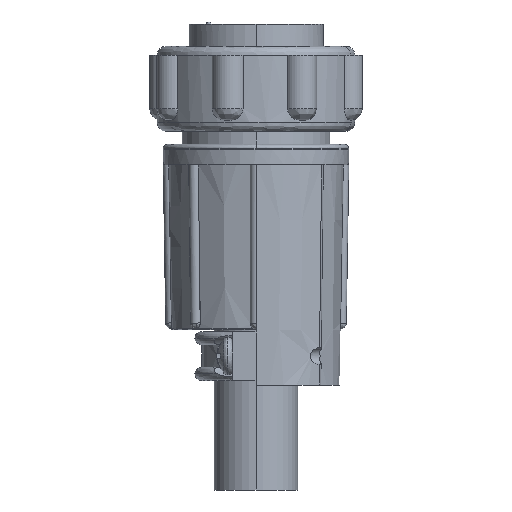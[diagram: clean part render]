
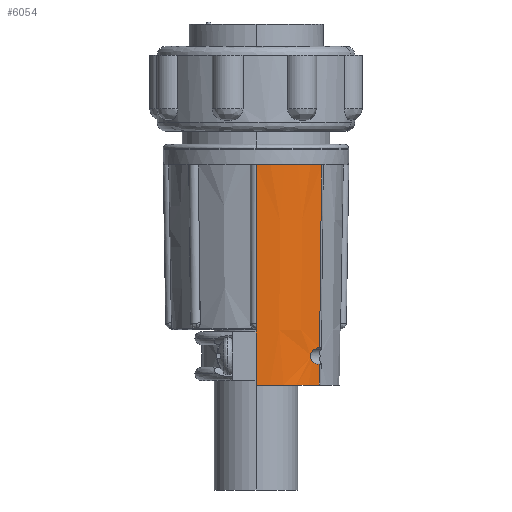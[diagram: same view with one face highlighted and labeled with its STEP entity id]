
A CAD part, left-side view. The second image highlights one B-rep face of the part: STEP entity #6054.
In plain terms, the highlighted conical face has half-angle 0.9 degrees and reference radius 12.529 mm.
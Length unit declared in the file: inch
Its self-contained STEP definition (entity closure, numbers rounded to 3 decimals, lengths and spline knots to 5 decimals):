
#7 = CARTESIAN_POINT ( 'NONE',  ( -0.34215, -0.33186, -1.80823 ) ) ;
#45 = DIRECTION ( 'NONE',  ( 1., 0., 0. ) ) ;
#51 = DIRECTION ( 'NONE',  ( 0., 0., 1. ) ) ;
#77 = CARTESIAN_POINT ( 'NONE',  ( 0., 0., -1.917 ) ) ;
#85 = CARTESIAN_POINT ( 'NONE',  ( -0.49327, 0., -0.747 ) ) ;
#748 = VERTEX_POINT ( 'NONE', #4078 ) ;
#961 = ORIENTED_EDGE ( 'NONE', *, *, #6563, .F. ) ;
#1153 = VECTOR ( 'NONE', #6082, 39.37008 ) ;
#1303 = VERTEX_POINT ( 'NONE', #4097 ) ;
#1474 = ORIENTED_EDGE ( 'NONE', *, *, #7080, .T. ) ;
#1527 = AXIS2_PLACEMENT_3D ( 'NONE', #6673, #4533, #8795 ) ;
#1762 = VECTOR ( 'NONE', #3271, 39.37008 ) ;
#1851 = EDGE_LOOP ( 'NONE', ( #1474, #8131, #7521, #5414, #8032, #961, #6041 ) ) ;
#2330 = CARTESIAN_POINT ( 'NONE',  ( -0.3488, -0.3488, -0.747 ) ) ;
#2356 = EDGE_CURVE ( 'NONE', #2568, #6394, #2856, .T. ) ;
#2520 = AXIS2_PLACEMENT_3D ( 'NONE', #3938, #3270, #3998 ) ;
#2568 = VERTEX_POINT ( 'NONE', #3211 ) ;
#2626 = CONICAL_SURFACE ( 'NONE', #2520, 0.49327, 0.016 ) ;
#2856 = LINE ( 'NONE', #4276, #7149 ) ;
#3115 = CIRCLE ( 'NONE', #1527, 0.49327 ) ;
#3211 = CARTESIAN_POINT ( 'NONE',  ( -0.47999, 0., -1.59247 ) ) ;
#3244 = CARTESIAN_POINT ( 'NONE',  ( -0.35002, -0.35002, -0.637 ) ) ;
#3270 = DIRECTION ( 'NONE',  ( 0., 0., 1. ) ) ;
#3271 = DIRECTION ( 'NONE',  ( -0.011, -0.011, 1. ) ) ;
#3813 = EDGE_CURVE ( 'NONE', #1303, #7188, #6748, .T. ) ;
#3938 = CARTESIAN_POINT ( 'NONE',  ( 0., 0., -0.747 ) ) ;
#3998 = DIRECTION ( 'NONE',  ( 1., 0., 0. ) ) ;
#4014 = EDGE_CURVE ( 'NONE', #748, #8982, #5188, .T. ) ;
#4078 = CARTESIAN_POINT ( 'NONE',  ( -0.33801, -0.33801, -1.7176 ) ) ;
#4097 = CARTESIAN_POINT ( 'NONE',  ( -0.3358, -0.3358, -1.917 ) ) ;
#4237 = DIRECTION ( 'NONE',  ( 0.016, 0., -1. ) ) ;
#4276 = CARTESIAN_POINT ( 'NONE',  ( -0.495, 0., -0.637 ) ) ;
#4478 = CARTESIAN_POINT ( 'NONE',  ( -0.33701, -0.33701, -1.80846 ) ) ;
#4533 = DIRECTION ( 'NONE',  ( 0., 0., -1. ) ) ;
#4997 = DIRECTION ( 'NONE',  ( -0.016, 0., 1. ) ) ;
#5188 = LINE ( 'NONE', #3244, #1762 ) ;
#5306 = CIRCLE ( 'NONE', #7587, 0.47489 ) ;
#5310 = VERTEX_POINT ( 'NONE', #85 ) ;
#5337 = B_SPLINE_CURVE_WITH_KNOTS ( 'NONE', 3,
 ( #4478, #7, #9556, #9045, #9015, #8991, #8953, #8920, #8894, #8249, #8217, #8186, #8165, #8129, #7561, #7488, #7460, #7427, #7391, #6785, #6757, #6724, #6693, #6668 ),
 .UNSPECIFIED., .F., .F.,
 ( 4, 2, 2, 2, 2, 2, 2, 2, 2, 2, 2, 4 ),
 ( 0., 0.00055, 0.00109, 0.00164, 0.00191, 0.00219, 0.00246, 0.00273, 0.00301, 0.00328, 0.00383, 0.00437 ),
 .UNSPECIFIED. ) ;
#5414 = ORIENTED_EDGE ( 'NONE', *, *, #4014, .T. ) ;
#5563 = EDGE_CURVE ( 'NONE', #8982, #5310, #3115, .T. ) ;
#5576 = EDGE_CURVE ( 'NONE', #7188, #748, #5337, .T. ) ;
#5634 = CARTESIAN_POINT ( 'NONE',  ( -0.03, 0., -30.23762 ) ) ;
#6041 = ORIENTED_EDGE ( 'NONE', *, *, #2356, .T. ) ;
#6054 = ADVANCED_FACE ( 'NONE', ( #7868 ), #2626, .T. ) ;
#6082 = DIRECTION ( 'NONE',  ( -0.011, -0.011, 1. ) ) ;
#6094 = CARTESIAN_POINT ( 'NONE',  ( -0.35002, -0.35002, -0.637 ) ) ;
#6394 = VERTEX_POINT ( 'NONE', #6755 ) ;
#6563 = EDGE_CURVE ( 'NONE', #2568, #5310, #9380, .T. ) ;
#6668 = CARTESIAN_POINT ( 'NONE',  ( -0.33801, -0.33801, -1.7176 ) ) ;
#6673 = CARTESIAN_POINT ( 'NONE',  ( 0., 0., -0.747 ) ) ;
#6693 = CARTESIAN_POINT ( 'NONE',  ( -0.34315, -0.33287, -1.71794 ) ) ;
#6724 = CARTESIAN_POINT ( 'NONE',  ( -0.34812, -0.32763, -1.71914 ) ) ;
#6748 = LINE ( 'NONE', #6094, #1153 ) ;
#6755 = CARTESIAN_POINT ( 'NONE',  ( -0.47489, 0., -1.917 ) ) ;
#6757 = CARTESIAN_POINT ( 'NONE',  ( -0.35741, -0.31738, -1.72308 ) ) ;
#6785 = CARTESIAN_POINT ( 'NONE',  ( -0.36178, -0.31231, -1.72582 ) ) ;
#7080 = EDGE_CURVE ( 'NONE', #6394, #1303, #5306, .T. ) ;
#7149 = VECTOR ( 'NONE', #4237, 39.37008 ) ;
#7188 = VERTEX_POINT ( 'NONE', #7859 ) ;
#7391 = CARTESIAN_POINT ( 'NONE',  ( -0.36777, -0.30505, -1.73132 ) ) ;
#7427 = CARTESIAN_POINT ( 'NONE',  ( -0.36964, -0.30273, -1.73336 ) ) ;
#7460 = CARTESIAN_POINT ( 'NONE',  ( -0.37308, -0.29836, -1.73794 ) ) ;
#7488 = CARTESIAN_POINT ( 'NONE',  ( -0.37468, -0.29628, -1.74052 ) ) ;
#7521 = ORIENTED_EDGE ( 'NONE', *, *, #5576, .T. ) ;
#7561 = CARTESIAN_POINT ( 'NONE',  ( -0.3774, -0.29267, -1.74619 ) ) ;
#7587 = AXIS2_PLACEMENT_3D ( 'NONE', #77, #51, #45 ) ;
#7859 = CARTESIAN_POINT ( 'NONE',  ( -0.33701, -0.33701, -1.80846 ) ) ;
#7868 = FACE_OUTER_BOUND ( 'NONE', #1851, .T. ) ;
#8032 = ORIENTED_EDGE ( 'NONE', *, *, #5563, .T. ) ;
#8129 = CARTESIAN_POINT ( 'NONE',  ( -0.37853, -0.29112, -1.7493 ) ) ;
#8131 = ORIENTED_EDGE ( 'NONE', *, *, #3813, .T. ) ;
#8165 = CARTESIAN_POINT ( 'NONE',  ( -0.3801, -0.28888, -1.75607 ) ) ;
#8186 = CARTESIAN_POINT ( 'NONE',  ( -0.38052, -0.28823, -1.7597 ) ) ;
#8217 = CARTESIAN_POINT ( 'NONE',  ( -0.38047, -0.28811, -1.76694 ) ) ;
#8249 = CARTESIAN_POINT ( 'NONE',  ( -0.38, -0.28864, -1.77056 ) ) ;
#8632 = VECTOR ( 'NONE', #4997, 39.37008 ) ;
#8795 = DIRECTION ( 'NONE',  ( 1., 0., 0. ) ) ;
#8894 = CARTESIAN_POINT ( 'NONE',  ( -0.37832, -0.29066, -1.77733 ) ) ;
#8920 = CARTESIAN_POINT ( 'NONE',  ( -0.37713, -0.29214, -1.78048 ) ) ;
#8953 = CARTESIAN_POINT ( 'NONE',  ( -0.37286, -0.29738, -1.78903 ) ) ;
#8982 = VERTEX_POINT ( 'NONE', #2330 ) ;
#8991 = CARTESIAN_POINT ( 'NONE',  ( -0.36914, -0.3019, -1.79356 ) ) ;
#9015 = CARTESIAN_POINT ( 'NONE',  ( -0.36101, -0.3114, -1.80072 ) ) ;
#9045 = CARTESIAN_POINT ( 'NONE',  ( -0.35648, -0.31653, -1.80343 ) ) ;
#9380 = LINE ( 'NONE', #5634, #8632 ) ;
#9556 = CARTESIAN_POINT ( 'NONE',  ( -0.34707, -0.32674, -1.80716 ) ) ;
